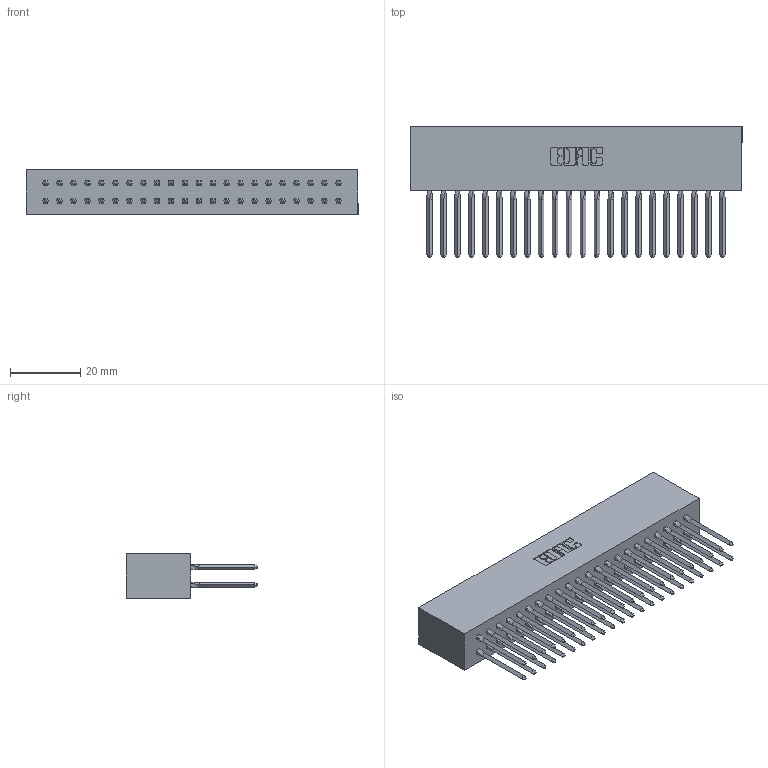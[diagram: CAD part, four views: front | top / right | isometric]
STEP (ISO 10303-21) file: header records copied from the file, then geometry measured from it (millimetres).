
FILE_DESCRIPTION (( 'STEP AP203' ), '1' );
FILE_NAME ('317-044-542-801.STEP', '2020-02-28T02:03:30', ( '' ), ( '' ), 'SwSTEP 2.0', 'SolidWorks 2016', '' );
FILE_SCHEMA (( 'CONFIG_CONTROL_DESIGN' ));
Length unit declared in the file: inch
Products named in the file (3): 317-290-003_542; 317 Part_Lugless; 317-044-542-801
Assembly tree (45 placements, depth 2):
  317-044-542-801
    317 Part_Lugless
    317-290-003_542  x44
Bounding box: 94.39 x 37.34 x 12.7 mm (x, y, z)
Volume: 16553.7 mm3; surface area: 22554.4 mm2
Topology: 45 solids, 45 shells, 2598 faces, 7279 edges, 4646 vertices
Faces by surface type: plane 2074, cylinder 348, bspline 176
Entity records: 33199 total; most frequent: CARTESIAN_POINT 6037, ORIENTED_EDGE 5700, DIRECTION 4822, EDGE_CURVE 2850, VECTOR 2688, LINE 2688, VERTEX_POINT 1894, AXIS2_PLACEMENT_3D 1067
